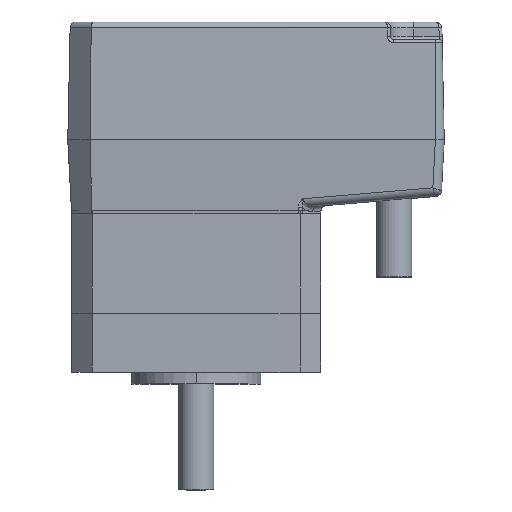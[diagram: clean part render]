
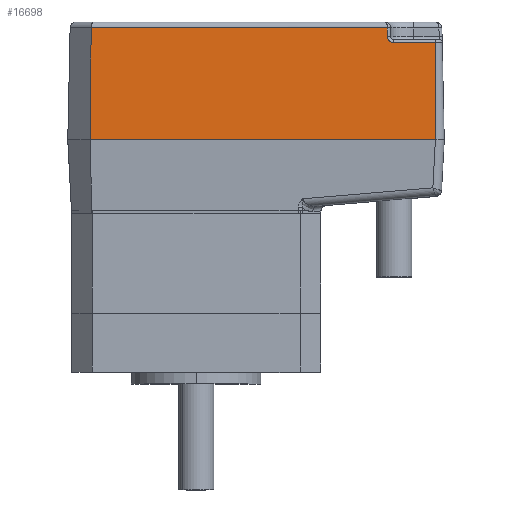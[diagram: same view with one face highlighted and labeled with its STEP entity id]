
A CAD part, top view. The second image highlights one B-rep face of the part: STEP entity #16698.
In plain terms, the highlighted planar face has unit normal (0, 0.021, 1).
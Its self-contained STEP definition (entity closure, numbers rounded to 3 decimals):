
#13624 = DIRECTION ( 'NONE',  ( 0., 1., -0.021 ) ) ;
#13625 = VECTOR ( 'NONE', #13624, 1000. ) ;
#13627 = LINE ( 'NONE', #13631, #13625 ) ;
#13631 = CARTESIAN_POINT ( 'NONE',  ( 32.5, 0., 21.83 ) ) ;
#13657 = CARTESIAN_POINT ( 'NONE',  ( -17.856, 19.021, 21.432 ) ) ;
#13663 = CARTESIAN_POINT ( 'NONE',  ( 32.5, 19.021, 21.432 ) ) ;
#13680 = CARTESIAN_POINT ( 'NONE',  ( 33.5, 16.51, 21.484 ) ) ;
#13684 = VECTOR ( 'NONE', #13724, 1000. ) ;
#13685 = CARTESIAN_POINT ( 'NONE',  ( -18.021, 0., 21.83 ) ) ;
#13686 = LINE ( 'NONE', #13685, #13684 ) ;
#13687 = DIRECTION ( 'NONE',  ( 0., -1., 0.021 ) ) ;
#13699 = CARTESIAN_POINT ( 'NONE',  ( 40.652, 0., 21.83 ) ) ;
#13703 = AXIS2_PLACEMENT_3D ( 'NONE', #13716, #13717, #13744 ) ;
#13704 = DIRECTION ( 'NONE',  ( -1., 0., 0. ) ) ;
#13705 = VECTOR ( 'NONE', #13704, 1000. ) ;
#13707 = CARTESIAN_POINT ( 'NONE',  ( 33.5, 16.51, 21.484 ) ) ;
#13708 = CARTESIAN_POINT ( 'NONE',  ( 32.914, 16.51, 21.484 ) ) ;
#13709 = CARTESIAN_POINT ( 'NONE',  ( 32.5, 16.925, 21.476 ) ) ;
#13710 = CARTESIAN_POINT ( 'NONE',  ( 32.5, 17.51, 21.463 ) ) ;
#13711 = PLANE ( 'NONE',  #13703 ) ;
#13712 =( BOUNDED_CURVE ( )  B_SPLINE_CURVE ( 3, ( #13710, #13709, #13708, #13707 ),
 .UNSPECIFIED., .F., .T. ) 
 B_SPLINE_CURVE_WITH_KNOTS ( ( 4, 4 ),
 ( 1.571, 3.142 ),
 .UNSPECIFIED. ) 
 CURVE ( )  GEOMETRIC_REPRESENTATION_ITEM ( )  RATIONAL_B_SPLINE_CURVE ( ( 1., 0.805, 0.805, 1. ) ) 
 REPRESENTATION_ITEM ( '' )  );
#13713 = CARTESIAN_POINT ( 'NONE',  ( -18.021, 16.51, 21.484 ) ) ;
#13714 = LINE ( 'NONE', #13713, #13705 ) ;
#13715 = FACE_OUTER_BOUND ( 'NONE', #16646, .T. ) ;
#13716 = CARTESIAN_POINT ( 'NONE',  ( -18.021, 0., 21.83 ) ) ;
#13717 = DIRECTION ( 'NONE',  ( 0., 0.021, 1. ) ) ;
#13718 = VECTOR ( 'NONE', #13687, 1000. ) ;
#13719 = LINE ( 'NONE', #13722, #13718 ) ;
#13722 = CARTESIAN_POINT ( 'NONE',  ( 40.652, 0., 21.83 ) ) ;
#13723 = CARTESIAN_POINT ( 'NONE',  ( 40.652, 16.51, 21.484 ) ) ;
#13724 = DIRECTION ( 'NONE',  ( 1., 0., 0. ) ) ;
#13725 = CARTESIAN_POINT ( 'NONE',  ( -18.021, 0., 21.83 ) ) ;
#13726 = LINE ( 'NONE', #13725, #13766 ) ;
#13727 = CARTESIAN_POINT ( 'NONE',  ( 32.5, 19.01, 21.432 ) ) ;
#13732 = CARTESIAN_POINT ( 'NONE',  ( -18.021, 0., 21.83 ) ) ;
#13735 = CARTESIAN_POINT ( 'NONE',  ( 32.5, 19.021, 21.432 ) ) ;
#13736 = CARTESIAN_POINT ( 'NONE',  ( 32.5, 19.017, 21.432 ) ) ;
#13737 = CARTESIAN_POINT ( 'NONE',  ( 32.5, 19.014, 21.432 ) ) ;
#13738 = CARTESIAN_POINT ( 'NONE',  ( 32.5, 19.01, 21.432 ) ) ;
#13742 =( BOUNDED_CURVE ( )  B_SPLINE_CURVE ( 3, ( #13738, #13737, #13736, #13735 ),
 .UNSPECIFIED., .F., .T. ) 
 B_SPLINE_CURVE_WITH_KNOTS ( ( 4, 4 ),
 ( 4.712, 4.733 ),
 .UNSPECIFIED. ) 
 CURVE ( )  GEOMETRIC_REPRESENTATION_ITEM ( )  RATIONAL_B_SPLINE_CURVE ( ( 1., 1., 1., 1. ) ) 
 REPRESENTATION_ITEM ( '' )  );
#13744 = DIRECTION ( 'NONE',  ( 0., -1., 0.021 ) ) ;
#13761 = CARTESIAN_POINT ( 'NONE',  ( 32.5, 17.51, 21.463 ) ) ;
#13765 = DIRECTION ( 'NONE',  ( -0.009, -1., 0.021 ) ) ;
#13766 = VECTOR ( 'NONE', #13765, 1000. ) ;
#13855 = DIRECTION ( 'NONE',  ( -1., 0., 0. ) ) ;
#13856 = VECTOR ( 'NONE', #13855, 1000. ) ;
#13857 = LINE ( 'NONE', #13864, #13856 ) ;
#13864 = CARTESIAN_POINT ( 'NONE',  ( -17.848, 19.021, 21.432 ) ) ;
#15842 = ORIENTED_EDGE ( 'NONE', *, *, #16754, .T. ) ;
#16646 = EDGE_LOOP ( 'NONE', ( #16699, #16701, #15842, #16685, #16689, #16692, #16686, #16742 ) ) ;
#16650 = EDGE_CURVE ( 'NONE', #16716, #16717, #13627, .T. ) ;
#16657 = VERTEX_POINT ( 'NONE', #13657 ) ;
#16682 = EDGE_CURVE ( 'NONE', #16706, #16684, #13686, .T. ) ;
#16684 = VERTEX_POINT ( 'NONE', #13699 ) ;
#16685 = ORIENTED_EDGE ( 'NONE', *, *, #16708, .T. ) ;
#16686 = ORIENTED_EDGE ( 'NONE', *, *, #16696, .T. ) ;
#16687 = VERTEX_POINT ( 'NONE', #13680 ) ;
#16688 = VERTEX_POINT ( 'NONE', #13723 ) ;
#16689 = ORIENTED_EDGE ( 'NONE', *, *, #16682, .T. ) ;
#16690 = EDGE_CURVE ( 'NONE', #16688, #16684, #13719, .T. ) ;
#16692 = ORIENTED_EDGE ( 'NONE', *, *, #16690, .F. ) ;
#16695 = EDGE_CURVE ( 'NONE', #16716, #16687, #13712, .T. ) ;
#16696 = EDGE_CURVE ( 'NONE', #16688, #16687, #13714, .T. ) ;
#16698 = ADVANCED_FACE ( 'NONE', ( #13715 ), #13711, .T. ) ;
#16699 = ORIENTED_EDGE ( 'NONE', *, *, #16650, .T. ) ;
#16700 = EDGE_CURVE ( 'NONE', #16717, #16718, #13742, .T. ) ;
#16701 = ORIENTED_EDGE ( 'NONE', *, *, #16700, .T. ) ;
#16706 = VERTEX_POINT ( 'NONE', #13732 ) ;
#16708 = EDGE_CURVE ( 'NONE', #16657, #16706, #13726, .T. ) ;
#16716 = VERTEX_POINT ( 'NONE', #13761 ) ;
#16717 = VERTEX_POINT ( 'NONE', #13727 ) ;
#16718 = VERTEX_POINT ( 'NONE', #13663 ) ;
#16742 = ORIENTED_EDGE ( 'NONE', *, *, #16695, .F. ) ;
#16754 = EDGE_CURVE ( 'NONE', #16718, #16657, #13857, .T. ) ;
